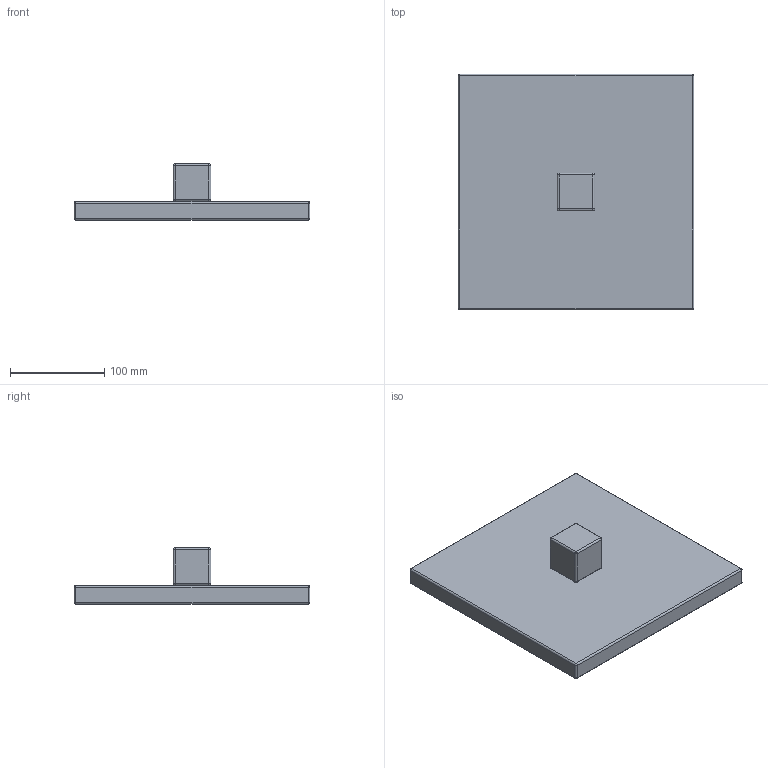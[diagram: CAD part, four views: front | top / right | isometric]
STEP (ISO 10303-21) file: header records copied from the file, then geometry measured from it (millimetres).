
FILE_DESCRIPTION(('Open CASCADE Model'),'2;1');
FILE_NAME('Open CASCADE Shape Model','2026-01-25T17:25:21',('Author'),( 'Open CASCADE'),'Open CASCADE STEP processor 7.8','Open CASCADE 7.8' ,'Unknown');
FILE_SCHEMA(('AUTOMOTIVE_DESIGN { 1 0 10303 214 1 1 1 1 }'));
Length unit declared in the file: millimetre
Products named in the file (1): Open CASCADE STEP translator 7.8 1
Bounding box: 250 x 250 x 60 mm (x, y, z)
Volume: 1311823.9 mm3; surface area: 149801.4 mm2
Topology: 1 solids, 1 shells, 51 faces, 112 edges, 48 vertices
Faces by surface type: cylinder 24, sphere 16, plane 11
Entity records: 2428 total; most frequent: CARTESIAN_POINT 452, DIRECTION 376, ORIENTED_EDGE 192, PCURVE 192, DEFINITIONAL_REPRESENTATION 192, LINE 176, VECTOR 176, AXIS2_PLACEMENT_3D 100
